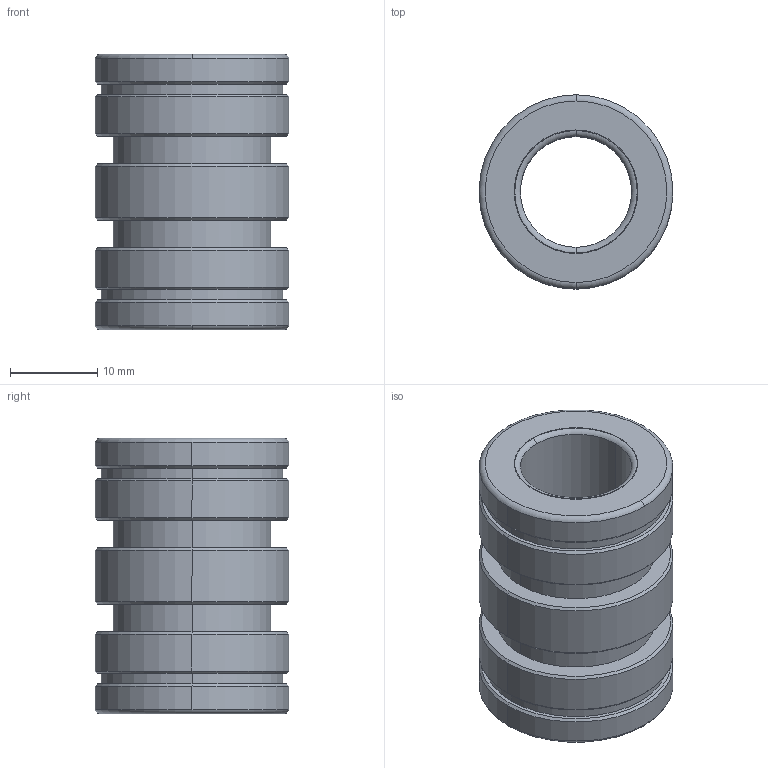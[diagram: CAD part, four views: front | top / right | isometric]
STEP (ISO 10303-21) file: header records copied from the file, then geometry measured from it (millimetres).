
FILE_DESCRIPTION (( 'STEP AP214' ), '1' );
FILE_NAME ('PlainBearing_2031AB974A.step', '2019-10-07T19:07:44', ( 'localadmin' ), ( 'BOXX Technologies, Inc.' ), 'SwSTEP 2.0', 'SolidWorks 2018', '' );
FILE_SCHEMA (( 'AUTOMOTIVE_DESIGN' ));
Length unit declared in the file: inch
Products named in the file (3): Gh3dvXgv88_CADModel_0; PlainBearing_2031AB974A
Assembly tree (1 placements, depth 2):
  Gh3dvXgv88_CADModel_0
  PlainBearing_2031AB974A
    Gh3dvXgv88_CADModel_0
Bounding box: 22.21 x 22.21 x 31.56 mm (x, y, z)
Volume: 7229.6 mm3; surface area: 7227.2 mm2
Topology: 2 solids, 2 shells, 62 faces, 136 edges, 84 vertices
Faces by surface type: cylinder 24, cone 16, torus 12, plane 10
Entity records: 2650 total; most frequent: DIRECTION 366, CARTESIAN_POINT 287, ORIENTED_EDGE 272, AXIS2_PLACEMENT_3D 163, EDGE_CURVE 136, CIRCLE 96, VERTEX_POINT 84, EDGE_LOOP 72
